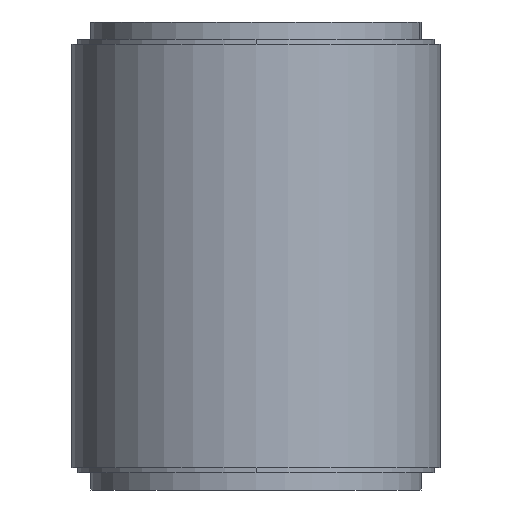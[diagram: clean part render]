
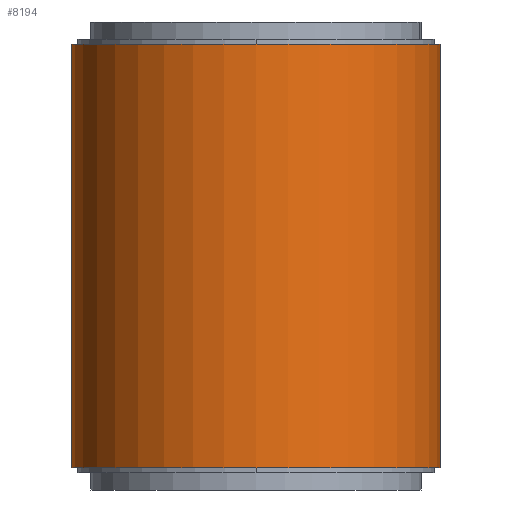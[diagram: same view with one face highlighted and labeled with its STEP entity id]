
A CAD part, front view. The second image highlights one B-rep face of the part: STEP entity #8194.
In plain terms, the highlighted cylindrical face has radius 53.5 mm (diameter 107 mm), a partial arc.
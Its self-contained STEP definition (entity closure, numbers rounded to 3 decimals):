
#235 = CARTESIAN_POINT ( 'NONE',  ( 53.5, 0., 123. ) ) ;
#903 = VERTEX_POINT ( 'NONE', #27470 ) ;
#3723 = VERTEX_POINT ( 'NONE', #14705 ) ;
#5031 = VECTOR ( 'NONE', #19435, 1000. ) ;
#5526 = CARTESIAN_POINT ( 'NONE',  ( 0., 0., 123. ) ) ;
#5867 = CARTESIAN_POINT ( 'NONE',  ( -53.5, 0., 123. ) ) ;
#5946 = CARTESIAN_POINT ( 'NONE',  ( 0., 0., 0. ) ) ;
#5965 = VERTEX_POINT ( 'NONE', #235 ) ;
#6679 = VERTEX_POINT ( 'NONE', #10960 ) ;
#6733 = CIRCLE ( 'NONE', #14794, 53.5 ) ;
#8194 = ADVANCED_FACE ( 'NONE', ( #17783 ), #16979, .T. ) ;
#8455 = DIRECTION ( 'NONE',  ( 1., 0., 0. ) ) ;
#8859 = DIRECTION ( 'NONE',  ( 0., 0., 1. ) ) ;
#10581 = ORIENTED_EDGE ( 'NONE', *, *, #11774, .F. ) ;
#10847 = LINE ( 'NONE', #5867, #5031 ) ;
#10960 = CARTESIAN_POINT ( 'NONE',  ( 53.5, 0., 0. ) ) ;
#11774 = EDGE_CURVE ( 'NONE', #3723, #5965, #6733, .T. ) ;
#14705 = CARTESIAN_POINT ( 'NONE',  ( -53.5, 0., 123. ) ) ;
#14794 = AXIS2_PLACEMENT_3D ( 'NONE', #23659, #8859, #26132 ) ;
#16975 = EDGE_CURVE ( 'NONE', #903, #6679, #22110, .T. ) ;
#16979 = CYLINDRICAL_SURFACE ( 'NONE', #30419, 53.5 ) ;
#17163 = AXIS2_PLACEMENT_3D ( 'NONE', #5946, #23264, #8455 ) ;
#17783 = FACE_OUTER_BOUND ( 'NONE', #26698, .T. ) ;
#17863 = DIRECTION ( 'NONE',  ( -1., 0., 0. ) ) ;
#18010 = EDGE_CURVE ( 'NONE', #3723, #903, #10847, .T. ) ;
#18631 = EDGE_CURVE ( 'NONE', #5965, #6679, #22757, .T. ) ;
#19435 = DIRECTION ( 'NONE',  ( 0., 0., -1. ) ) ;
#20635 = ORIENTED_EDGE ( 'NONE', *, *, #18010, .T. ) ;
#22110 = CIRCLE ( 'NONE', #17163, 53.5 ) ;
#22757 = LINE ( 'NONE', #25242, #26278 ) ;
#23264 = DIRECTION ( 'NONE',  ( 0., 0., 1. ) ) ;
#23659 = CARTESIAN_POINT ( 'NONE',  ( 0., 0., 123. ) ) ;
#25242 = CARTESIAN_POINT ( 'NONE',  ( 53.5, 0., 123. ) ) ;
#25319 = DIRECTION ( 'NONE',  ( 0., 0., -1. ) ) ;
#26132 = DIRECTION ( 'NONE',  ( 1., 0., 0. ) ) ;
#26278 = VECTOR ( 'NONE', #30381, 1000. ) ;
#26698 = EDGE_LOOP ( 'NONE', ( #31752, #10581, #20635, #30464 ) ) ;
#27470 = CARTESIAN_POINT ( 'NONE',  ( -53.5, 0., 0. ) ) ;
#30381 = DIRECTION ( 'NONE',  ( 0., 0., -1. ) ) ;
#30419 = AXIS2_PLACEMENT_3D ( 'NONE', #5526, #25319, #17863 ) ;
#30464 = ORIENTED_EDGE ( 'NONE', *, *, #16975, .T. ) ;
#31752 = ORIENTED_EDGE ( 'NONE', *, *, #18631, .F. ) ;
